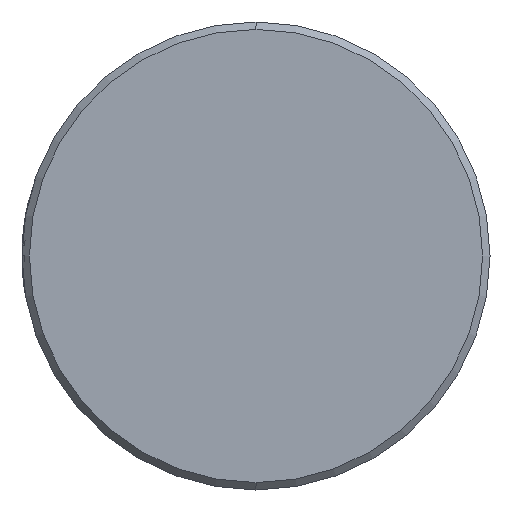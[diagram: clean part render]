
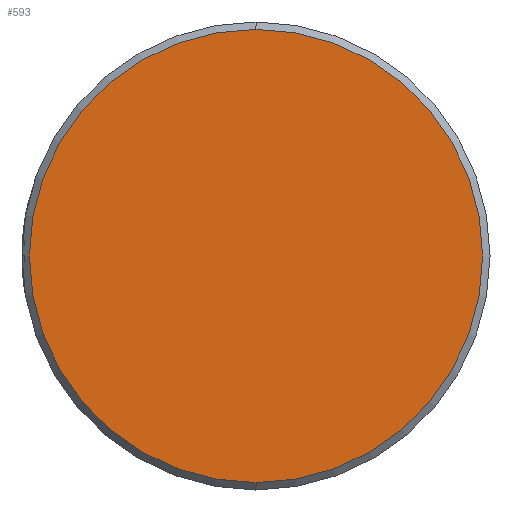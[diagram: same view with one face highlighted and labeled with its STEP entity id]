
A CAD part, left-side view. The second image highlights one B-rep face of the part: STEP entity #593.
In plain terms, the highlighted planar face has unit normal (-1, 0, 0).
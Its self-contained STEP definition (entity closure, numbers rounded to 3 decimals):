
#51 = DIRECTION ( 'NONE',  ( -1., 0., 0. ) ) ;
#68 = EDGE_CURVE ( 'NONE', #300, #352, #853, .T. ) ;
#111 = CARTESIAN_POINT ( 'NONE',  ( -5., 0., 0. ) ) ;
#227 = DIRECTION ( 'NONE',  ( 0., 0., 1. ) ) ;
#242 = AXIS2_PLACEMENT_3D ( 'NONE', #111, #846, #227 ) ;
#248 = CIRCLE ( 'NONE', #242, 9.2 ) ;
#291 = CARTESIAN_POINT ( 'NONE',  ( -5., 0., 9.2 ) ) ;
#300 = VERTEX_POINT ( 'NONE', #291 ) ;
#352 = VERTEX_POINT ( 'NONE', #1127 ) ;
#489 = PLANE ( 'NONE',  #1297 ) ;
#593 = ADVANCED_FACE ( 'NONE', ( #790 ), #489, .T. ) ;
#700 = CARTESIAN_POINT ( 'NONE',  ( -5., 0., 0. ) ) ;
#733 = EDGE_LOOP ( 'NONE', ( #899, #1158 ) ) ;
#746 = DIRECTION ( 'NONE',  ( 0., 0., 1. ) ) ;
#752 = DIRECTION ( 'NONE',  ( -1., 0., 0. ) ) ;
#773 = CARTESIAN_POINT ( 'NONE',  ( -5., 0., 0. ) ) ;
#790 = FACE_OUTER_BOUND ( 'NONE', #733, .T. ) ;
#805 = DIRECTION ( 'NONE',  ( 0., 0., 1. ) ) ;
#846 = DIRECTION ( 'NONE',  ( -1., 0., 0. ) ) ;
#853 = CIRCLE ( 'NONE', #1282, 9.2 ) ;
#855 = EDGE_CURVE ( 'NONE', #352, #300, #248, .T. ) ;
#899 = ORIENTED_EDGE ( 'NONE', *, *, #855, .T. ) ;
#1127 = CARTESIAN_POINT ( 'NONE',  ( -5., 0., -9.2 ) ) ;
#1158 = ORIENTED_EDGE ( 'NONE', *, *, #68, .T. ) ;
#1282 = AXIS2_PLACEMENT_3D ( 'NONE', #773, #752, #746 ) ;
#1297 = AXIS2_PLACEMENT_3D ( 'NONE', #700, #51, #805 ) ;
